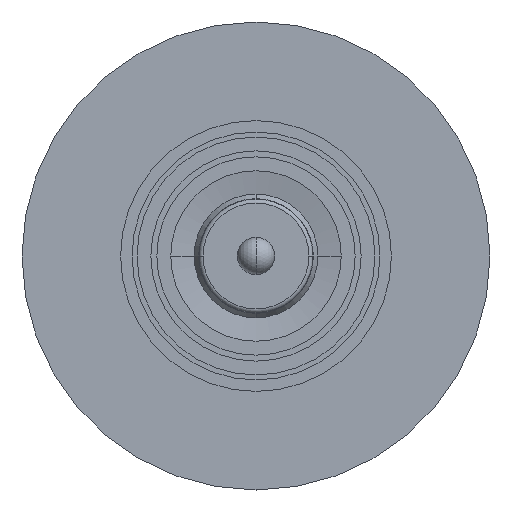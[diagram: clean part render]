
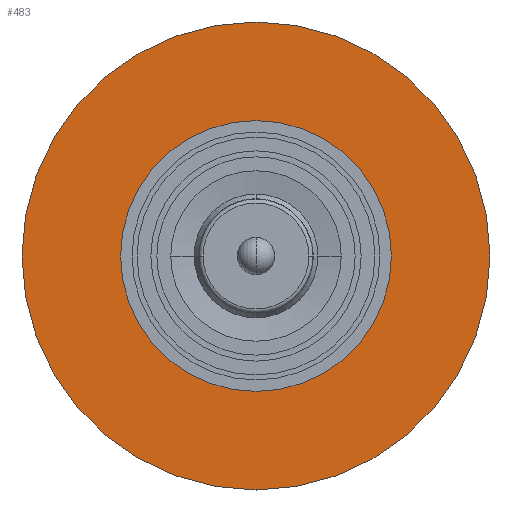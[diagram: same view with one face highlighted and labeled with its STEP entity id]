
A CAD part, front view. The second image highlights one B-rep face of the part: STEP entity #483.
In plain terms, the highlighted planar face has unit normal (0, -1, 0).
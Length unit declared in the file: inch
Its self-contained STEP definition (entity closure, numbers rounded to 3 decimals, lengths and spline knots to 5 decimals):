
#41 = ORIENTED_EDGE ( 'NONE', *, *, #1236, .F. ) ;
#94 = CARTESIAN_POINT ( 'NONE',  ( 0.3415, 0., 0. ) ) ;
#180 = CARTESIAN_POINT ( 'NONE',  ( 0., 0., 0. ) ) ;
#264 = VERTEX_POINT ( 'NONE', #907 ) ;
#311 = PLANE ( 'NONE',  #4483 ) ;
#312 = EDGE_LOOP ( 'NONE', ( #4794, #4157 ) ) ;
#320 = AXIS2_PLACEMENT_3D ( 'NONE', #505, #3230, #903 ) ;
#435 = CARTESIAN_POINT ( 'NONE',  ( 0.59, 0., 0. ) ) ;
#483 = ADVANCED_FACE ( 'NONE', ( #2297, #3785 ), #311, .F. ) ;
#505 = CARTESIAN_POINT ( 'NONE',  ( 0., 0., 0. ) ) ;
#566 = DIRECTION ( 'NONE',  ( 1., 0., 0. ) ) ;
#676 = VERTEX_POINT ( 'NONE', #435 ) ;
#903 = DIRECTION ( 'NONE',  ( 1., 0., 0. ) ) ;
#907 = CARTESIAN_POINT ( 'NONE',  ( -0.59, 0., 0. ) ) ;
#1007 = CARTESIAN_POINT ( 'NONE',  ( 0., 0., 0. ) ) ;
#1011 = CARTESIAN_POINT ( 'NONE',  ( 0., 0., 0. ) ) ;
#1100 = DIRECTION ( 'NONE',  ( 0., 1., 0. ) ) ;
#1236 = EDGE_CURVE ( 'NONE', #676, #264, #3920, .T. ) ;
#1401 = DIRECTION ( 'NONE',  ( 1., 0., 0. ) ) ;
#1402 = DIRECTION ( 'NONE',  ( 1., 0., 0. ) ) ;
#1697 = ORIENTED_EDGE ( 'NONE', *, *, #4458, .F. ) ;
#1698 = EDGE_CURVE ( 'NONE', #3835, #2799, #4582, .T. ) ;
#1848 = CARTESIAN_POINT ( 'NONE',  ( -0.59, 0., 0. ) ) ;
#2038 = AXIS2_PLACEMENT_3D ( 'NONE', #180, #2889, #566 ) ;
#2297 = FACE_OUTER_BOUND ( 'NONE', #3731, .T. ) ;
#2799 = VERTEX_POINT ( 'NONE', #94 ) ;
#2889 = DIRECTION ( 'NONE',  ( 0., 1., 0. ) ) ;
#3025 = CARTESIAN_POINT ( 'NONE',  ( -0.3415, 0., 0. ) ) ;
#3230 = DIRECTION ( 'NONE',  ( 0., 1., 0. ) ) ;
#3365 = AXIS2_PLACEMENT_3D ( 'NONE', #1007, #3728, #1401 ) ;
#3532 = CIRCLE ( 'NONE', #3365, 0.3415 ) ;
#3728 = DIRECTION ( 'NONE',  ( 0., 1., 0. ) ) ;
#3731 = EDGE_LOOP ( 'NONE', ( #41, #1697 ) ) ;
#3732 = DIRECTION ( 'NONE',  ( 0., 1., 0. ) ) ;
#3785 = FACE_BOUND ( 'NONE', #312, .T. ) ;
#3825 = DIRECTION ( 'NONE',  ( -1., 0., 0. ) ) ;
#3835 = VERTEX_POINT ( 'NONE', #3025 ) ;
#3920 = CIRCLE ( 'NONE', #320, 0.59 ) ;
#4157 = ORIENTED_EDGE ( 'NONE', *, *, #1698, .T. ) ;
#4389 = AXIS2_PLACEMENT_3D ( 'NONE', #1011, #3732, #1402 ) ;
#4458 = EDGE_CURVE ( 'NONE', #264, #676, #4692, .T. ) ;
#4483 = AXIS2_PLACEMENT_3D ( 'NONE', #1848, #1100, #3825 ) ;
#4517 = EDGE_CURVE ( 'NONE', #2799, #3835, #3532, .T. ) ;
#4582 = CIRCLE ( 'NONE', #4389, 0.3415 ) ;
#4692 = CIRCLE ( 'NONE', #2038, 0.59 ) ;
#4794 = ORIENTED_EDGE ( 'NONE', *, *, #4517, .T. ) ;
